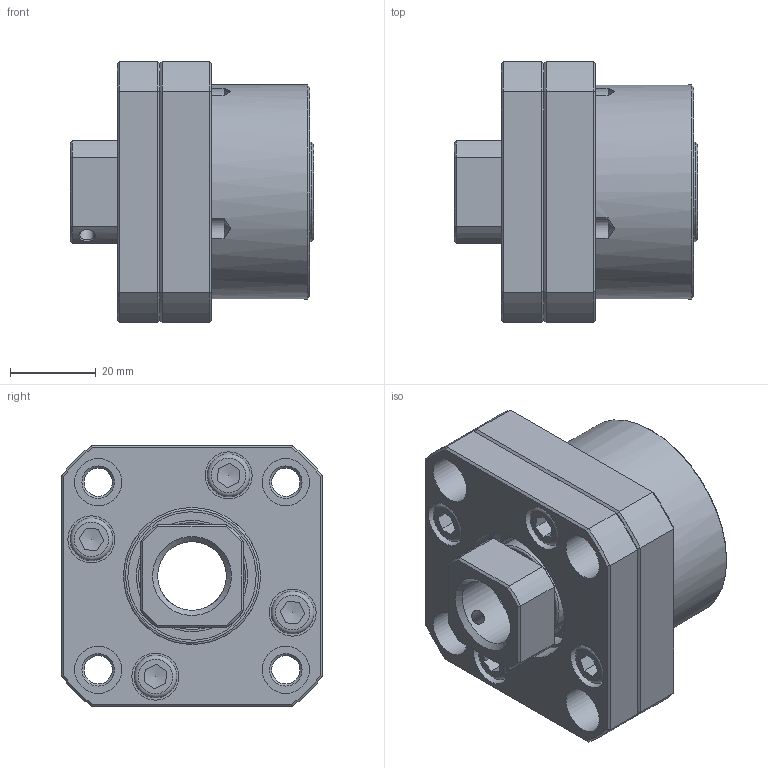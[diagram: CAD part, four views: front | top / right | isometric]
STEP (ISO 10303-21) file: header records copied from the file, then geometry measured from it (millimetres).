
FILE_DESCRIPTION (( 'STEP AP214' ), '1' );
FILE_NAME ('FKN17-Rollco.step', '2023-04-27T09:22:33', ( '' ), ( '' ), 'SwSTEP 2.0', 'SolidWorks 2010', '' );
FILE_SCHEMA (( 'AUTOMOTIVE_DESIGN' ));
Length unit declared in the file: millimetre
Products named in the file (15): FK17_1; 7203_3; 7203_11; 7203_2; 7203_10; FKN17_6; FKN17_5; EAFK17; EAFK17-1; FKN17_7; M6; M6-1; M6-2; M6-3; FKN17-Rollco
Assembly tree (39 placements, depth 2):
  FKN17-Rollco
    7203_11  x2
    M6
    7203_3  x2
    7203_10  x22
    FK17_1
    FKN17_7
    EAFK17-1
    EAFK17
    FKN17_5  x2
    7203_2  x2
    M6-3
    FKN17_6
    M6-2
    M6-1
Bounding box: 57 x 61 x 61 mm (x, y, z)
Volume: 98529.4 mm3; surface area: 58388.7 mm2
Topology: 39 solids, 39 shells, 357 faces, 871 edges, 555 vertices
Faces by surface type: plane 114, cylinder 103, bspline 70, cone 66, torus 4
Full cylindrical faces by diameter (mm): 3.4 x2, 5.1 x4, 6 x4, 6.4 x22, 6.6 x8, 10 x4, 11 x8, 16 x1, 17 x4, 21.5 x1, 22 x2, 23.3 x2, 23.6 x2, 24 x2, 24.8 x2, 26 x2, 30 x2, 31 x2, 32 x4, 32.3 x2, 32.8 x2, 34.8 x2, 35.4 x2, 40 x4, 50 x1
Entity records: 10394 total; most frequent: CARTESIAN_POINT 4113, DIRECTION 1126, ORIENTED_EDGE 960, EDGE_LOOP 502, AXIS2_PLACEMENT_3D 499, EDGE_CURVE 480, VERTEX_POINT 376, FACE_OUTER_BOUND 376
